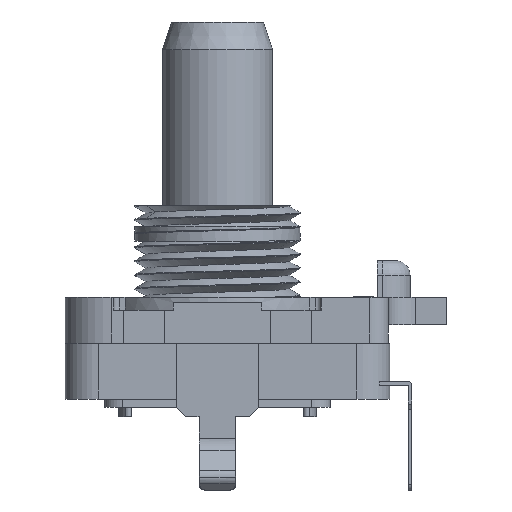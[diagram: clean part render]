
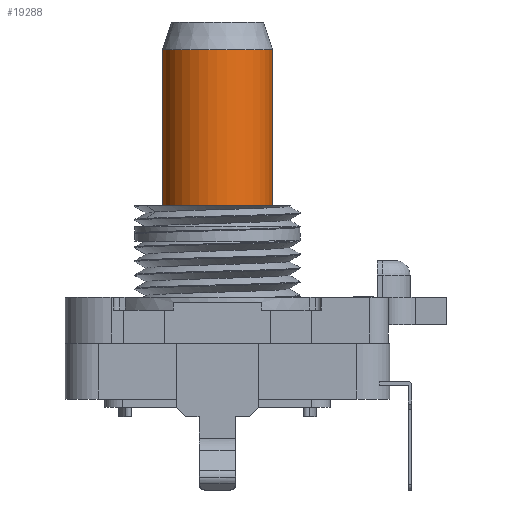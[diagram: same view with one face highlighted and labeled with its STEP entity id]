
A CAD part, left-side view. The second image highlights one B-rep face of the part: STEP entity #19288.
In plain terms, the highlighted cylindrical face has radius 3 mm (diameter 6 mm), a partial arc.
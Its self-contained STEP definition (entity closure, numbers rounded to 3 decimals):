
#81 = DIRECTION ( 'NONE',  ( 0., 0., 1. ) ) ;
#754 = VERTEX_POINT ( 'NONE', #1003 ) ;
#1003 = CARTESIAN_POINT ( 'NONE',  ( 0., 26., -3. ) ) ;
#1480 = EDGE_CURVE ( 'NONE', #5446, #754, #7809, .T. ) ;
#2605 = FACE_OUTER_BOUND ( 'NONE', #24146, .T. ) ;
#2928 = CARTESIAN_POINT ( 'NONE',  ( 0., 15.692, 3. ) ) ;
#3129 = CARTESIAN_POINT ( 'NONE',  ( 0., 15.692, 0. ) ) ;
#3654 = VERTEX_POINT ( 'NONE', #2928 ) ;
#4522 = CARTESIAN_POINT ( 'NONE',  ( 0., 26., 3. ) ) ;
#5438 = DIRECTION ( 'NONE',  ( 0., 0., 1. ) ) ;
#5446 = VERTEX_POINT ( 'NONE', #15649 ) ;
#5969 = AXIS2_PLACEMENT_3D ( 'NONE', #9469, #25465, #11773 ) ;
#7809 = LINE ( 'NONE', #16379, #19297 ) ;
#7993 = EDGE_CURVE ( 'NONE', #5446, #3654, #14524, .T. ) ;
#9469 = CARTESIAN_POINT ( 'NONE',  ( 0., 26., 0. ) ) ;
#11773 = DIRECTION ( 'NONE',  ( 0., 0., 1. ) ) ;
#13016 = VERTEX_POINT ( 'NONE', #4522 ) ;
#13236 = AXIS2_PLACEMENT_3D ( 'NONE', #3129, #19202, #5438 ) ;
#14295 = VECTOR ( 'NONE', #19959, 1000. ) ;
#14524 = CIRCLE ( 'NONE', #13236, 3. ) ;
#15649 = CARTESIAN_POINT ( 'NONE',  ( 0., 15.692, -3. ) ) ;
#16071 = CARTESIAN_POINT ( 'NONE',  ( 0., 9.5, 0. ) ) ;
#16379 = CARTESIAN_POINT ( 'NONE',  ( 0., 9.5, -3. ) ) ;
#16564 = EDGE_CURVE ( 'NONE', #13016, #754, #26051, .T. ) ;
#17667 = CARTESIAN_POINT ( 'NONE',  ( 0., 9.5, 3. ) ) ;
#18666 = DIRECTION ( 'NONE',  ( 0., 1., 0. ) ) ;
#19202 = DIRECTION ( 'NONE',  ( 0., 1., 0. ) ) ;
#19288 = ADVANCED_FACE ( 'NONE', ( #2605 ), #23415, .T. ) ;
#19297 = VECTOR ( 'NONE', #18666, 1000. ) ;
#19828 = ORIENTED_EDGE ( 'NONE', *, *, #16564, .T. ) ;
#19959 = DIRECTION ( 'NONE',  ( 0., 1., 0. ) ) ;
#20657 = DIRECTION ( 'NONE',  ( 0., 1., 0. ) ) ;
#23091 = EDGE_CURVE ( 'NONE', #3654, #13016, #26450, .T. ) ;
#23415 = CYLINDRICAL_SURFACE ( 'NONE', #26978, 3. ) ;
#24146 = EDGE_LOOP ( 'NONE', ( #29128, #27046, #29580, #19828 ) ) ;
#25465 = DIRECTION ( 'NONE',  ( 0., -1., 0. ) ) ;
#26051 = CIRCLE ( 'NONE', #5969, 3. ) ;
#26450 = LINE ( 'NONE', #17667, #14295 ) ;
#26978 = AXIS2_PLACEMENT_3D ( 'NONE', #16071, #20657, #81 ) ;
#27046 = ORIENTED_EDGE ( 'NONE', *, *, #7993, .T. ) ;
#29128 = ORIENTED_EDGE ( 'NONE', *, *, #1480, .F. ) ;
#29580 = ORIENTED_EDGE ( 'NONE', *, *, #23091, .T. ) ;
